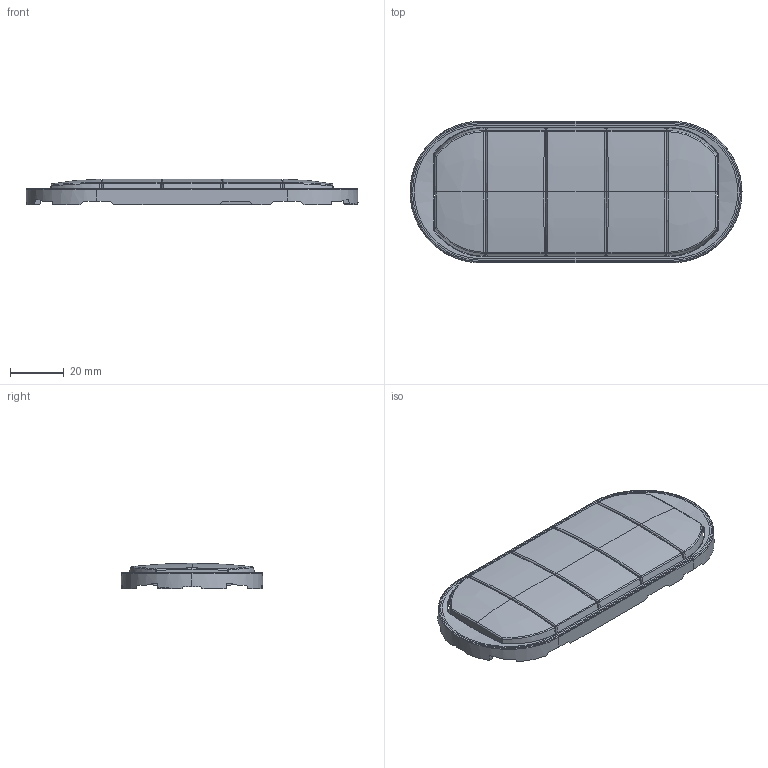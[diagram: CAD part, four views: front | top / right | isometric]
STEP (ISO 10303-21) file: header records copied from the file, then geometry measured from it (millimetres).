
FILE_DESCRIPTION(('CATIA V5 STEP Exchange','CAx-IF Rec.Pracs.--- Model Styling and Organization---1.5--- 2016-08-15','CAx-IF Rec.Pracs.---Supplemental Geometry---1.0---2011-11-01','CAx-IF Rec.Pracs.--- Composite Materials ---1.1---2010-07-15'),'2;1');
FILE_NAME('CB0029_S.stp','2023-06-13T07:07:59+00:00',('none'),('none'),'CATIA Version 5-6 Release 2020 SP3','CATIA V5 STEP AP214 v2','none');
FILE_SCHEMA(('AUTOMOTIVE_DESIGN { 1 0 10303 214 1 1 1 1 }'));
Length unit declared in the file: millimetre
Products named in the file (1): CB0029_S
Bounding box: 123.94 x 53 x 9.48 mm (x, y, z)
Volume: 15388.7 mm3; surface area: 20112 mm2
Topology: 6 solids, 6 shells, 388 faces, 1003 edges, 593 vertices
Faces by surface type: plane 141, bspline 138, extrusion 33, sphere 32, cylinder 16, cone 14, revolution 10, torus 4
Entity records: 22582 total; most frequent: CARTESIAN_POINT 15073, ORIENTED_EDGE 1942, EDGE_CURVE 971, DIRECTION 797, VERTEX_POINT 593, B_SPLINE_CURVE_WITH_KNOTS 570, ADVANCED_FACE 388, EDGE_LOOP 388
